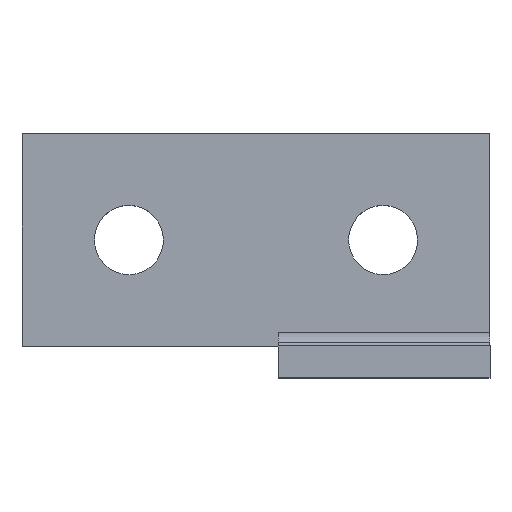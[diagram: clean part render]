
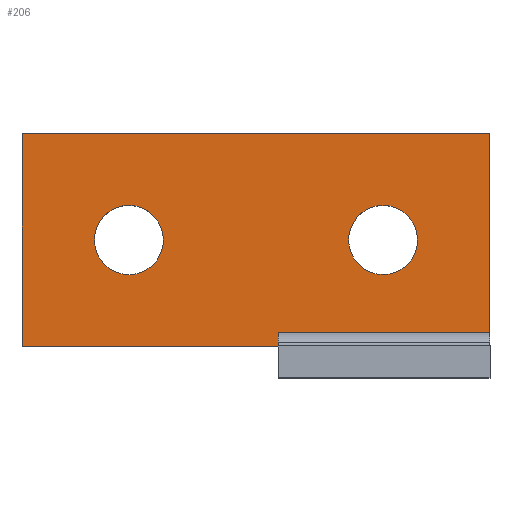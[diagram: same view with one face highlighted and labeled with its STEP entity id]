
A CAD part, top view. The second image highlights one B-rep face of the part: STEP entity #206.
In plain terms, the highlighted planar face has unit normal (0, 0, 1).
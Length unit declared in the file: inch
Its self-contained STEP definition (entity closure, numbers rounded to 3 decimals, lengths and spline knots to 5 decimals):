
#114=EDGE_CURVE('',#293,#294,#295,.T.);
#142=EDGE_CURVE('',#294,#269,#341,.T.);
#146=EDGE_CURVE('',#346,#347,#348,.T.);
#160=EDGE_CURVE('',#367,#368,#369,.T.);
#164=EDGE_CURVE('',#318,#301,#374,.T.);
#186=EDGE_CURVE('',#301,#361,#404,.T.);
#196=EDGE_CURVE('',#315,#367,#416,.T.);
#200=EDGE_CURVE('',#361,#346,#420,.T.);
#204=EDGE_CURVE('',#368,#424,#425,.T.);
#206=ADVANCED_FACE('',(#427,#428,#429),#430,.T.);
#218=EDGE_CURVE('',#424,#315,#445,.T.);
#224=EDGE_CURVE('',#411,#293,#453,.T.);
#248=EDGE_CURVE('',#269,#411,#485,.T.);
#269=VERTEX_POINT('',#498);
#293=VERTEX_POINT('',#536);
#294=VERTEX_POINT('',#537);
#295=B_SPLINE_CURVE_WITH_KNOTS('',3,(#538,#539,#540,#541),.UNSPECIFIED.,.F.,.F.,(4,4),(0.0,1.0),.UNSPECIFIED.);
#301=VERTEX_POINT('',#548);
#315=VERTEX_POINT('',#568);
#318=VERTEX_POINT('',#573);
#341=B_SPLINE_CURVE_WITH_KNOTS('',3,(#624,#625,#626,#627),.UNSPECIFIED.,.F.,.F.,(4,4),(0.0,1.0),.UNSPECIFIED.);
#346=VERTEX_POINT('',#640);
#347=VERTEX_POINT('',#641);
#348=LINE('',#642,#643);
#361=VERTEX_POINT('',#663);
#367=VERTEX_POINT('',#678);
#368=VERTEX_POINT('',#679);
#369=B_SPLINE_CURVE_WITH_KNOTS('',3,(#680,#681,#682,#683),.UNSPECIFIED.,.F.,.F.,(4,4),(0.0,1.0),.UNSPECIFIED.);
#374=LINE('',#691,#692);
#404=LINE('',#749,#750);
#411=VERTEX_POINT('',#767);
#416=B_SPLINE_CURVE_WITH_KNOTS('',3,(#773,#774,#775,#776),.UNSPECIFIED.,.F.,.F.,(4,4),(0.0,1.0),.UNSPECIFIED.);
#420=LINE('',#783,#784);
#424=VERTEX_POINT('',#791);
#425=B_SPLINE_CURVE_WITH_KNOTS('',3,(#792,#793,#794,#795),.UNSPECIFIED.,.F.,.F.,(4,4),(0.0,1.0),.UNSPECIFIED.);
#427=FACE_BOUND('',#797,.T.);
#428=FACE_BOUND('',#798,.T.);
#429=FACE_OUTER_BOUND('',#799,.T.);
#430=PLANE('',#800);
#445=B_SPLINE_CURVE_WITH_KNOTS('',3,(#829,#830,#831,#832),.UNSPECIFIED.,.F.,.F.,(4,4),(0.0,1.0),.UNSPECIFIED.);
#453=B_SPLINE_CURVE_WITH_KNOTS('',3,(#850,#851,#852,#853),.UNSPECIFIED.,.F.,.F.,(4,4),(0.0,1.0),.UNSPECIFIED.);
#485=B_SPLINE_CURVE_WITH_KNOTS('',3,(#919,#920,#921,#922),.UNSPECIFIED.,.F.,.F.,(4,4),(0.0,1.0),.UNSPECIFIED.);
#498=CARTESIAN_POINT('',(3.51133,5.78248,0.1875));
#536=CARTESIAN_POINT('',(3.51133,5.37628,0.1875));
#537=CARTESIAN_POINT('',(3.71358,5.57939,0.1875));
#538=CARTESIAN_POINT('',(3.51133,5.37628,0.1875));
#539=CARTESIAN_POINT('',(3.62302,5.37628,0.1875));
#540=CARTESIAN_POINT('',(3.71358,5.46722,0.1875));
#541=CARTESIAN_POINT('',(3.71358,5.57939,0.1875));
#548=CARTESIAN_POINT('',(2.883,4.95437,0.1875));
#568=CARTESIAN_POINT('',(5.0048,5.78248,0.1875));
#573=CARTESIAN_POINT('',(4.38856,4.95437,0.1875));
#624=CARTESIAN_POINT('',(3.71358,5.57939,0.1875));
#625=CARTESIAN_POINT('',(3.71358,5.69156,0.1875));
#626=CARTESIAN_POINT('',(3.62302,5.78248,0.1875));
#627=CARTESIAN_POINT('',(3.51133,5.78248,0.1875));
#640=CARTESIAN_POINT('',(5.633,6.20438,0.1875));
#641=CARTESIAN_POINT('',(5.633,5.03443,0.1875));
#642=CARTESIAN_POINT('',(5.633,6.20438,0.1875));
#643=VECTOR('',#1002,1.0);
#663=CARTESIAN_POINT('',(2.883,6.20438,0.1875));
#678=CARTESIAN_POINT('',(4.80258,5.57939,0.1875));
#679=CARTESIAN_POINT('',(5.0048,5.37628,0.1875));
#680=CARTESIAN_POINT('',(4.80258,5.57939,0.1875));
#681=CARTESIAN_POINT('',(4.80258,5.46722,0.1875));
#682=CARTESIAN_POINT('',(4.89309,5.37628,0.1875));
#683=CARTESIAN_POINT('',(5.0048,5.37628,0.1875));
#691=CARTESIAN_POINT('',(5.633,4.95437,0.1875));
#692=VECTOR('',#1021,1.0);
#749=CARTESIAN_POINT('',(2.883,4.95437,0.1875));
#750=VECTOR('',#1072,1.0);
#767=CARTESIAN_POINT('',(3.30908,5.57939,0.1875));
#773=CARTESIAN_POINT('',(5.0048,5.78248,0.1875));
#774=CARTESIAN_POINT('',(4.89309,5.78248,0.1875));
#775=CARTESIAN_POINT('',(4.80258,5.69156,0.1875));
#776=CARTESIAN_POINT('',(4.80258,5.57939,0.1875));
#783=CARTESIAN_POINT('',(2.883,6.20438,0.1875));
#784=VECTOR('',#1082,1.0);
#791=CARTESIAN_POINT('',(5.20702,5.57939,0.1875));
#792=CARTESIAN_POINT('',(5.0048,5.37628,0.1875));
#793=CARTESIAN_POINT('',(5.11648,5.37628,0.1875));
#794=CARTESIAN_POINT('',(5.20702,5.46722,0.1875));
#795=CARTESIAN_POINT('',(5.20702,5.57939,0.1875));
#797=EDGE_LOOP('',(#1085,#1086,#1087,#1088));
#798=EDGE_LOOP('',(#1089,#1090,#1091,#1092));
#799=EDGE_LOOP('',(#1093,#1094,#1095,#1096,#1097,#1098));
#800=AXIS2_PLACEMENT_3D('',#1099,#1100,#1101);
#829=CARTESIAN_POINT('',(5.20702,5.57939,0.1875));
#830=CARTESIAN_POINT('',(5.20702,5.69156,0.1875));
#831=CARTESIAN_POINT('',(5.11648,5.78248,0.1875));
#832=CARTESIAN_POINT('',(5.0048,5.78248,0.1875));
#850=CARTESIAN_POINT('',(3.30908,5.57939,0.1875));
#851=CARTESIAN_POINT('',(3.30908,5.46722,0.1875));
#852=CARTESIAN_POINT('',(3.39964,5.37628,0.1875));
#853=CARTESIAN_POINT('',(3.51133,5.37628,0.1875));
#919=CARTESIAN_POINT('',(3.51133,5.78248,0.1875));
#920=CARTESIAN_POINT('',(3.39964,5.78248,0.1875));
#921=CARTESIAN_POINT('',(3.30908,5.69156,0.1875));
#922=CARTESIAN_POINT('',(3.30908,5.57939,0.1875));
#1002=DIRECTION('',(0.0,-1.0,0.0));
#1021=DIRECTION('',(-1.0,0.0,0.0));
#1072=DIRECTION('',(0.0,1.0,0.0));
#1082=DIRECTION('',(1.0,0.0,0.0));
#1085=ORIENTED_EDGE('',*,*,#142,.F.);
#1086=ORIENTED_EDGE('',*,*,#114,.F.);
#1087=ORIENTED_EDGE('',*,*,#224,.F.);
#1088=ORIENTED_EDGE('',*,*,#248,.F.);
#1089=ORIENTED_EDGE('',*,*,#218,.F.);
#1090=ORIENTED_EDGE('',*,*,#204,.F.);
#1091=ORIENTED_EDGE('',*,*,#160,.F.);
#1092=ORIENTED_EDGE('',*,*,#196,.F.);
#1093=ORIENTED_EDGE('',*,*,#1228,.F.);
#1094=ORIENTED_EDGE('',*,*,#1187,.F.);
#1095=ORIENTED_EDGE('',*,*,#146,.F.);
#1096=ORIENTED_EDGE('',*,*,#200,.F.);
#1097=ORIENTED_EDGE('',*,*,#186,.F.);
#1098=ORIENTED_EDGE('',*,*,#164,.F.);
#1099=CARTESIAN_POINT('',(4.258,5.57938,0.1875));
#1100=DIRECTION('',(0.0,0.0,1.0));
#1101=DIRECTION('',(1.0,0.0,0.0));
#1187=EDGE_CURVE('',#347,#1244,#1245,.T.);
#1228=EDGE_CURVE('',#1244,#318,#1296,.T.);
#1244=VERTEX_POINT('',#1313);
#1245=LINE('',#1314,#1315);
#1296=LINE('',#1398,#1399);
#1313=CARTESIAN_POINT('',(4.38856,5.03443,0.1875));
#1314=CARTESIAN_POINT('',(4.63442,5.03443,0.1875));
#1315=VECTOR('',#1414,1.0);
#1398=CARTESIAN_POINT('',(4.38856,5.22003,0.1875));
#1399=VECTOR('',#1444,1.0);
#1414=DIRECTION('',(-1.0,0.0,-0.0));
#1444=DIRECTION('',(0.0,-1.0,0.0));
